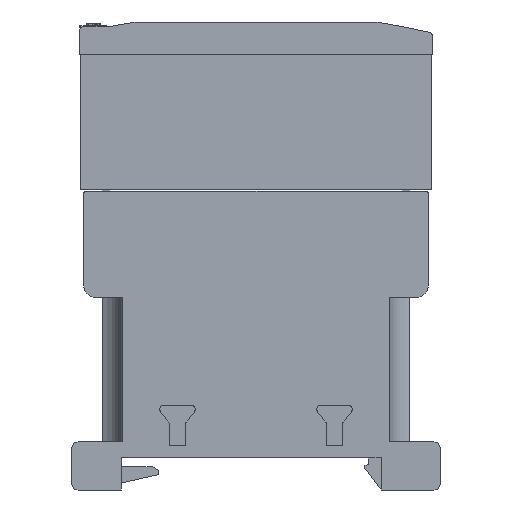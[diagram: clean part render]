
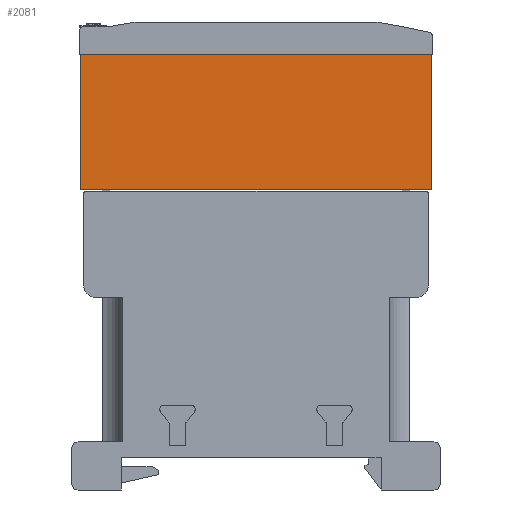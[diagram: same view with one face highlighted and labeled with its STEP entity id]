
A CAD part, left-side view. The second image highlights one B-rep face of the part: STEP entity #2081.
In plain terms, the highlighted planar face has unit normal (-1, 0, 0).
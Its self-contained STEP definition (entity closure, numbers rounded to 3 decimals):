
#2081=ADVANCED_FACE('',(#4392),#4393,.T.);
#4392=FACE_OUTER_BOUND('',#6918,.T.);
#4393=PLANE('',#6919);
#6918=EDGE_LOOP('',(#13767,#13768,#13769,#13770));
#6919=AXIS2_PLACEMENT_3D('',#13771,#13772,#13773);
#13767=ORIENTED_EDGE('',*,*,#16118,.T.);
#13768=ORIENTED_EDGE('',*,*,#18298,.F.);
#13769=ORIENTED_EDGE('',*,*,#18260,.T.);
#13770=ORIENTED_EDGE('',*,*,#18373,.T.);
#13771=CARTESIAN_POINT('',(0.05,28.75,46.8));
#13772=DIRECTION('',(-1.0,0.0,0.0));
#13773=DIRECTION('',(0.0,1.0,0.0));
#16118=EDGE_CURVE('',#19661,#19658,#19662,.T.);
#18260=EDGE_CURVE('',#22835,#22833,#22836,.T.);
#18298=EDGE_CURVE('',#22835,#19658,#22893,.T.);
#18373=EDGE_CURVE('',#22833,#19661,#23004,.T.);
#19658=VERTEX_POINT('',#24993);
#19661=VERTEX_POINT('',#24997);
#19662=LINE('',#24998,#24999);
#22833=VERTEX_POINT('',#29949);
#22835=VERTEX_POINT('',#29952);
#22836=LINE('',#29953,#29954);
#22893=LINE('',#30046,#30047);
#23004=LINE('',#30213,#30214);
#24993=CARTESIAN_POINT('',(0.05,56.15,67.9));
#24997=CARTESIAN_POINT('',(0.05,1.35,67.9));
#24998=CARTESIAN_POINT('',(0.05,56.15,67.9));
#24999=VECTOR('',#32202,1.0);
#29949=CARTESIAN_POINT('',(0.05,1.35,46.8));
#29952=CARTESIAN_POINT('',(0.05,56.15,46.8));
#29953=CARTESIAN_POINT('',(0.05,56.15,46.8));
#29954=VECTOR('',#34271,1.0);
#30046=CARTESIAN_POINT('',(0.05,56.15,46.8));
#30047=VECTOR('',#34307,1.0);
#30213=CARTESIAN_POINT('',(0.05,1.35,46.8));
#30214=VECTOR('',#34363,1.0);
#32202=DIRECTION('',(0.0,1.0,0.0));
#34271=DIRECTION('',(0.0,-1.0,0.0));
#34307=DIRECTION('',(0.0,0.0,1.0));
#34363=DIRECTION('',(0.0,0.0,1.0));
